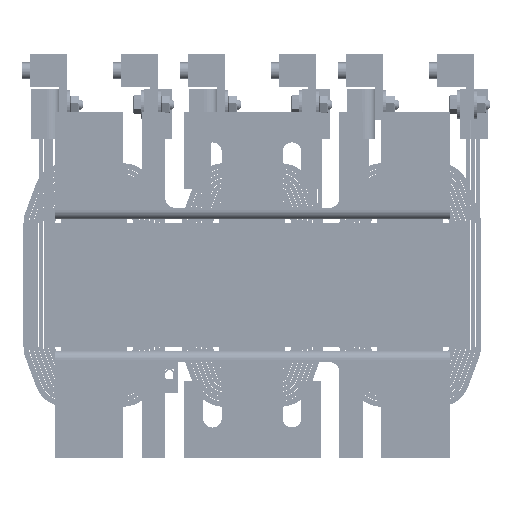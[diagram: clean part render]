
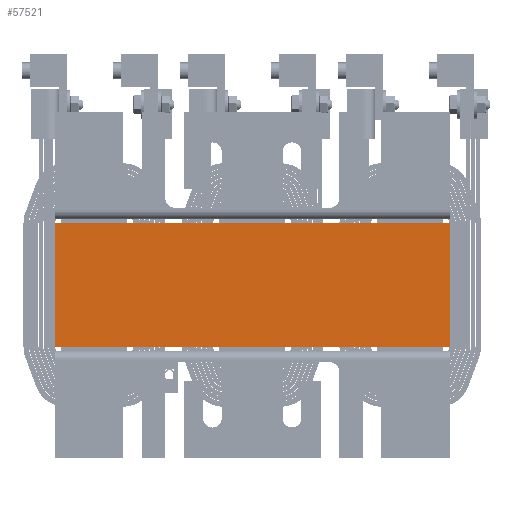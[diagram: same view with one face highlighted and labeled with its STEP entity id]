
A CAD part, front view. The second image highlights one B-rep face of the part: STEP entity #57521.
In plain terms, the highlighted planar face has unit normal (0, -1, 0).
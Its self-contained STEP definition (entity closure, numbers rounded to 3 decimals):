
#7017=FACE_OUTER_BOUND('',#10207,.T.);
#10207=EDGE_LOOP('',(#48773,#48774,#48775,#48776));
#15288=LINE('',#92838,#21036);
#15290=LINE('',#92843,#21038);
#15292=LINE('',#92847,#21040);
#15293=LINE('',#92848,#21041);
#21036=VECTOR('',#76677,0.394);
#21038=VECTOR('',#76681,0.394);
#21040=VECTOR('',#76685,0.394);
#21041=VECTOR('',#76686,0.394);
#26742=VERTEX_POINT('',#92832);
#26744=VERTEX_POINT('',#92836);
#26746=VERTEX_POINT('',#92841);
#26747=VERTEX_POINT('',#92846);
#34346=EDGE_CURVE('',#26742,#26744,#15288,.T.);
#34348=EDGE_CURVE('',#26746,#26744,#15290,.T.);
#34350=EDGE_CURVE('',#26746,#26747,#15292,.T.);
#34351=EDGE_CURVE('',#26747,#26742,#15293,.T.);
#48773=ORIENTED_EDGE('',*,*,#34350,.T.);
#48774=ORIENTED_EDGE('',*,*,#34351,.T.);
#48775=ORIENTED_EDGE('',*,*,#34346,.T.);
#48776=ORIENTED_EDGE('',*,*,#34348,.F.);
#54824=PLANE('',#63265);
#57521=ADVANCED_FACE('',(#7017),#54824,.T.);
#63265=AXIS2_PLACEMENT_3D('',#92845,#76683,#76684);
#76677=DIRECTION('',(1.,0.,0.));
#76681=DIRECTION('',(0.,0.,-1.));
#76683=DIRECTION('center_axis',(0.,-1.,0.));
#76684=DIRECTION('ref_axis',(0.,0.,-1.));
#76685=DIRECTION('',(-1.,0.,0.));
#76686=DIRECTION('',(0.,0.,-1.));
#92832=CARTESIAN_POINT('',(0.003,0.003,-1.875));
#92836=CARTESIAN_POINT('',(12.003,0.003,-1.875));
#92838=CARTESIAN_POINT('',(12.003,0.003,-1.875));
#92841=CARTESIAN_POINT('',(12.003,0.003,1.875));
#92843=CARTESIAN_POINT('',(12.003,0.003,0.));
#92845=CARTESIAN_POINT('Origin',(12.003,0.003,0.));
#92846=CARTESIAN_POINT('',(0.003,0.003,1.875));
#92847=CARTESIAN_POINT('',(12.003,0.003,1.875));
#92848=CARTESIAN_POINT('',(0.003,0.003,0.));
